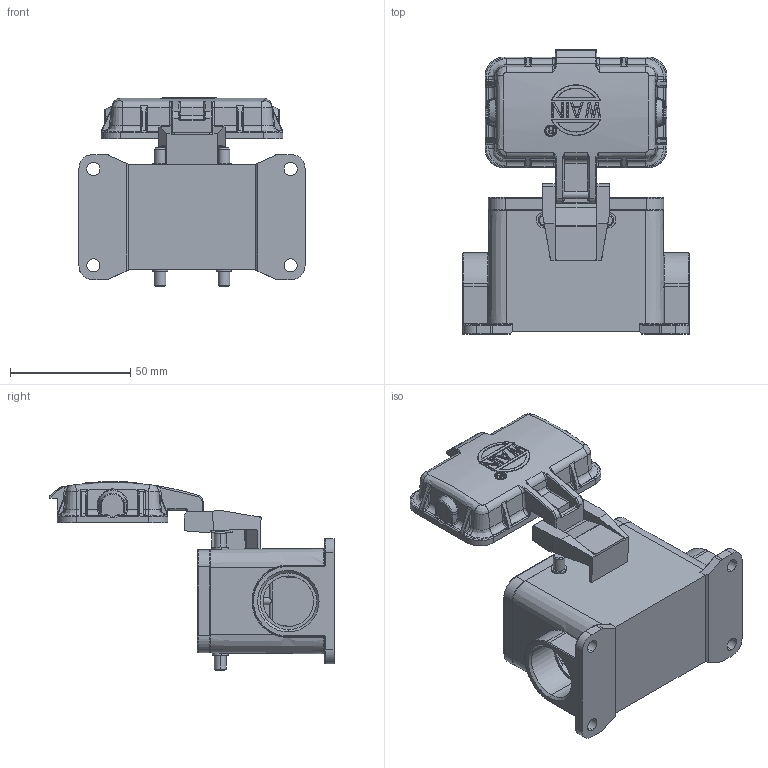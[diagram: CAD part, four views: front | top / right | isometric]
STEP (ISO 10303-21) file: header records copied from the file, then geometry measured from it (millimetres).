
FILE_DESCRIPTION (( 'STEP AP203' ), '1' );
FILE_NAME ('H10B-SF-4B-MCV-M25.STP', '2017-07-20T11:42:12', ( '微软用户' ), ( '微软中国' ), 'SwSTEP 2.0', 'SolidWorks 2012', '' );
FILE_SCHEMA (( 'CONFIG_CONTROL_DESIGN' ));
Length unit declared in the file: millimetre
Products named in the file (1): H10B-SF-4B-MCV-M25
Bounding box: 94 x 118.07 x 78.45 mm (x, y, z)
Volume: 94485 mm3; surface area: 54703.9 mm2
Topology: 1 solids, 1 shells, 1242 faces, 3050 edges, 1831 vertices
Faces by surface type: cylinder 429, bspline 413, plane 348, cone 40, torus 12
Entity records: 53715 total; most frequent: CARTESIAN_POINT 28307, ORIENTED_EDGE 6072, DIRECTION 4173, EDGE_CURVE 3036, VERTEX_POINT 1831, AXIS2_PLACEMENT_3D 1498, EDGE_LOOP 1295, ADVANCED_FACE 1242
